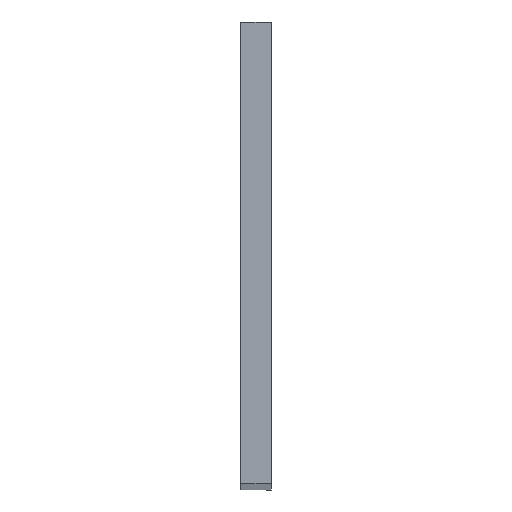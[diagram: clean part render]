
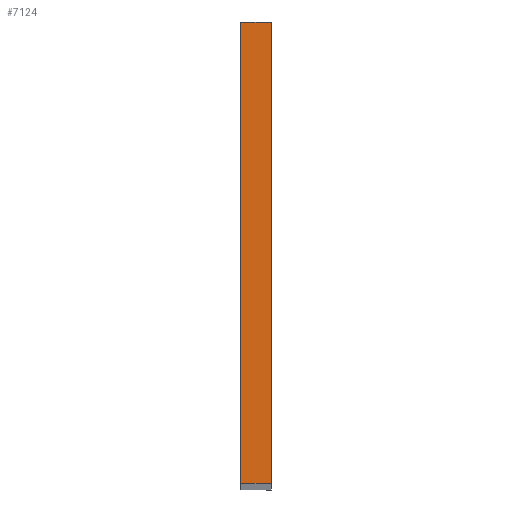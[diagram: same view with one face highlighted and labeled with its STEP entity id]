
A CAD part, top view. The second image highlights one B-rep face of the part: STEP entity #7124.
In plain terms, the highlighted planar face has unit normal (0, 0, 1).
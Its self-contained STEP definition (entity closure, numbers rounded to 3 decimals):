
#2013 = VECTOR ( 'NONE', #3087, 1000. ) ;
#2489 = EDGE_CURVE ( 'NONE', #35140, #26146, #35307, .T. ) ;
#3087 = DIRECTION ( 'NONE',  ( 0., 1., 0. ) ) ;
#4979 = CARTESIAN_POINT ( 'NONE',  ( 19.5, 16.5, 188. ) ) ;
#5648 = VECTOR ( 'NONE', #16915, 1000. ) ;
#6334 = EDGE_CURVE ( 'NONE', #40091, #35140, #40097, .T. ) ;
#7124 = ADVANCED_FACE ( 'NONE', ( #39033 ), #16655, .T. ) ;
#7283 = VECTOR ( 'NONE', #8670, 1000. ) ;
#8381 = ORIENTED_EDGE ( 'NONE', *, *, #6334, .T. ) ;
#8543 = CARTESIAN_POINT ( 'NONE',  ( 19.5, 22.5, 188. ) ) ;
#8670 = DIRECTION ( 'NONE',  ( 1., 0., 0. ) ) ;
#9167 = EDGE_LOOP ( 'NONE', ( #8381, #24183, #15813, #27700 ) ) ;
#9197 = LINE ( 'NONE', #8543, #7283 ) ;
#10686 = DIRECTION ( 'NONE',  ( 1., 0., 0. ) ) ;
#15140 = LINE ( 'NONE', #27259, #2013 ) ;
#15813 = ORIENTED_EDGE ( 'NONE', *, *, #23251, .T. ) ;
#16036 = CARTESIAN_POINT ( 'NONE',  ( 19.5, -22.5, 188. ) ) ;
#16655 = PLANE ( 'NONE',  #35682 ) ;
#16915 = DIRECTION ( 'NONE',  ( 1., 0., 0. ) ) ;
#19909 = DIRECTION ( 'NONE',  ( 0., 0., 1. ) ) ;
#20587 = CARTESIAN_POINT ( 'NONE',  ( 19.5, -22.5, 188. ) ) ;
#22185 = VERTEX_POINT ( 'NONE', #33358 ) ;
#23251 = EDGE_CURVE ( 'NONE', #26146, #22185, #15140, .T. ) ;
#24183 = ORIENTED_EDGE ( 'NONE', *, *, #2489, .T. ) ;
#26146 = VERTEX_POINT ( 'NONE', #29692 ) ;
#27259 = CARTESIAN_POINT ( 'NONE',  ( 22.5, -22.5, 188. ) ) ;
#27700 = ORIENTED_EDGE ( 'NONE', *, *, #36831, .F. ) ;
#29692 = CARTESIAN_POINT ( 'NONE',  ( 22.5, -22.5, 188. ) ) ;
#31769 = VECTOR ( 'NONE', #39123, 1000. ) ;
#33358 = CARTESIAN_POINT ( 'NONE',  ( 22.5, 22.5, 188. ) ) ;
#35140 = VERTEX_POINT ( 'NONE', #16036 ) ;
#35307 = LINE ( 'NONE', #20587, #5648 ) ;
#35436 = CARTESIAN_POINT ( 'NONE',  ( 0., 0., 188. ) ) ;
#35682 = AXIS2_PLACEMENT_3D ( 'NONE', #35436, #19909, #10686 ) ;
#36831 = EDGE_CURVE ( 'NONE', #40091, #22185, #9197, .T. ) ;
#37001 = CARTESIAN_POINT ( 'NONE',  ( 19.5, 22.5, 188. ) ) ;
#39033 = FACE_OUTER_BOUND ( 'NONE', #9167, .T. ) ;
#39123 = DIRECTION ( 'NONE',  ( 0., -1., 0. ) ) ;
#40091 = VERTEX_POINT ( 'NONE', #37001 ) ;
#40097 = LINE ( 'NONE', #4979, #31769 ) ;
